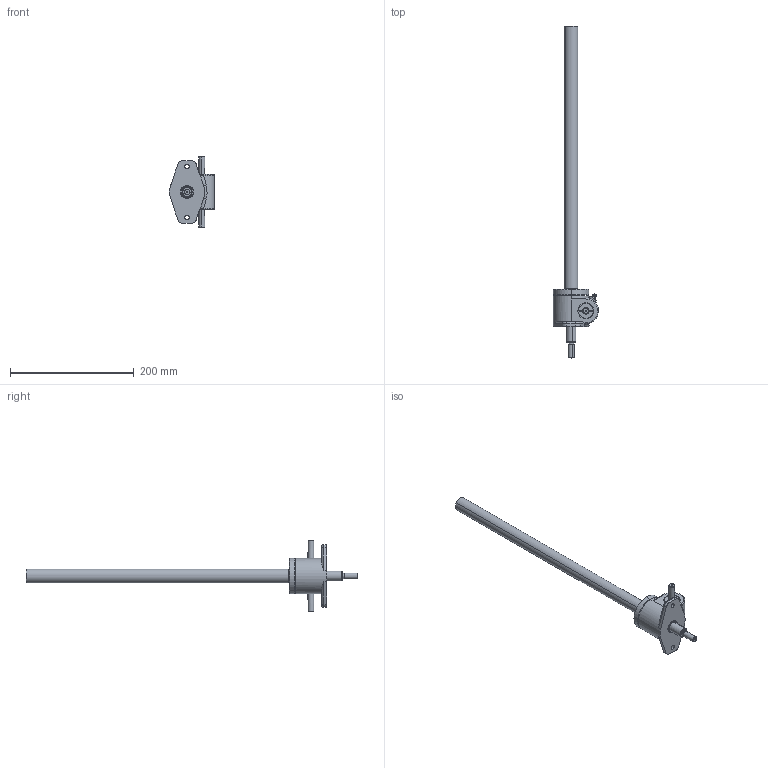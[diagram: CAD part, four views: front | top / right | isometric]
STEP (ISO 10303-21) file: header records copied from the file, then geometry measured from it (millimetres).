
FILE_DESCRIPTION (( 'STEP AP203' ), '1' );
FILE_NAME ('TM2624-16.STEP', '2026-03-04T05:02:28', ( '' ), ( '' ), 'SwSTEP 2.0', 'SolidWorks 2024', '' );
FILE_SCHEMA (( 'CONFIG_CONTROL_DESIGN' ));
Length unit declared in the file: millimetre
Products named in the file (14): GN_1_8_BSP; TM2624-16; M-L5007-16; M-SK2625-8R1; M-SK2625-1R1_Finishing; M-SK2624-1; M-SK2555-3; M-L5005-16; needle rollers thrust bearing_skf_SKF - AXK 1024 - 12,SI,AC,12; AS1024; M-SK2624-2; M-SK2625-4; thrust ball bearing_68_skf_SKF - 51104 - 14,SI,NC,14_68
Assembly tree (9 placements, depth 2):
  TM2624-16
    M-SK2625-1R1_Finishing
    M-SK2624-1
    M-SK2625-8R1
    M-SK2555-3
    M-L5007-16
    M-L5005-16
    M-SK2625-8R1
    GN_1_8_BSP
    M-SK2624-2
  needle rollers thrust bearing_skf_SKF - AXK 1024 - 12,SI,AC,12
  AS1024
  M-SK2625-4
  thrust ball bearing_68_skf_SKF - 51104 - 14,SI,NC,14_68
Bounding box: 73.03 x 536.58 x 114.3 mm (x, y, z)
Volume: 269876.2 mm3; surface area: 123227.5 mm2
Topology: 11 solids, 11 shells, 279 faces, 673 edges, 424 vertices
Faces by surface type: cylinder 111, plane 90, cone 52, torus 19, bspline 5, sphere 2
Entity records: 10202 total; most frequent: CARTESIAN_POINT 2245, DIRECTION 1466, ORIENTED_EDGE 1330, EDGE_CURVE 665, AXIS2_PLACEMENT_3D 601, VERTEX_POINT 424, EDGE_LOOP 319, CIRCLE 315
